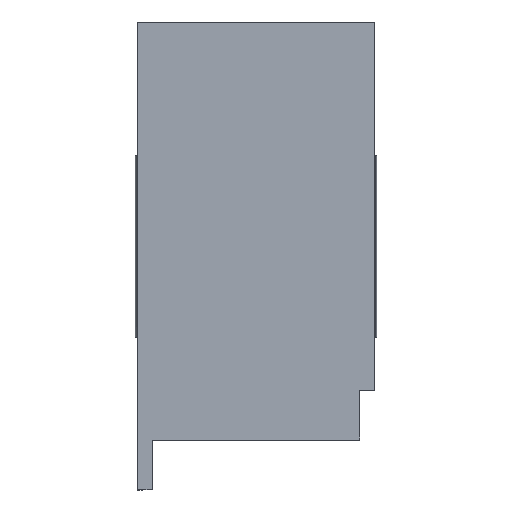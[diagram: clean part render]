
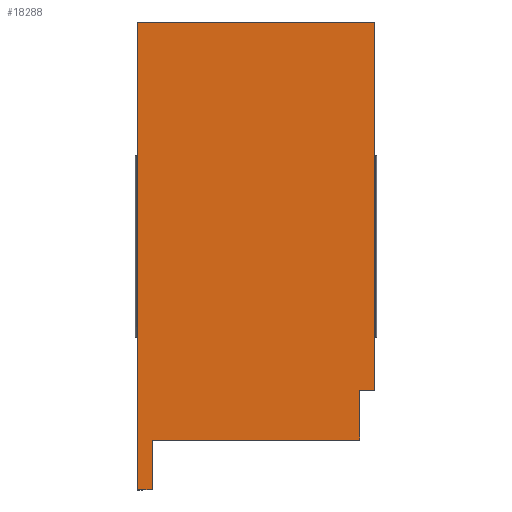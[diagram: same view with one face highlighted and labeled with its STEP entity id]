
A CAD part, top view. The second image highlights one B-rep face of the part: STEP entity #18288.
In plain terms, the highlighted planar face has unit normal (0, 0, 1).
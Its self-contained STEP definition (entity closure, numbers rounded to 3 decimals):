
#54=FACE_OUTER_BOUND('',#1119,.T.);
#1119=EDGE_LOOP('',(#11997,#11998,#11999,#12000,#12001,#12002,#12003,#12004,
#12005,#12006));
#2159=LINE('',#25211,#4838);
#2170=LINE('',#25285,#4849);
#2225=LINE('',#25485,#4904);
#2280=LINE('',#25597,#4959);
#2281=LINE('',#25599,#4960);
#2282=LINE('',#25600,#4961);
#2283=LINE('',#25602,#4962);
#2284=LINE('',#25603,#4963);
#2285=LINE('',#25605,#4964);
#2286=LINE('',#25606,#4965);
#4838=VECTOR('',#20407,10.);
#4849=VECTOR('',#20426,10.);
#4904=VECTOR('',#20507,10.);
#4959=VECTOR('',#20572,10.);
#4960=VECTOR('',#20573,10.);
#4961=VECTOR('',#20574,10.);
#4962=VECTOR('',#20575,10.);
#4963=VECTOR('',#20576,10.);
#4964=VECTOR('',#20577,10.);
#4965=VECTOR('',#20578,10.);
#7516=VERTEX_POINT('',#25207);
#7518=VERTEX_POINT('',#25210);
#7525=VERTEX_POINT('',#25283);
#7572=VERTEX_POINT('',#25482);
#7573=VERTEX_POINT('',#25484);
#7624=VERTEX_POINT('',#25595);
#7625=VERTEX_POINT('',#25596);
#7626=VERTEX_POINT('',#25598);
#7627=VERTEX_POINT('',#25601);
#7628=VERTEX_POINT('',#25604);
#9141=EDGE_CURVE('',#7518,#7516,#2159,.T.);
#9154=EDGE_CURVE('',#7516,#7525,#2170,.T.);
#9215=EDGE_CURVE('',#7573,#7572,#2225,.T.);
#9270=EDGE_CURVE('',#7624,#7625,#2280,.T.);
#9271=EDGE_CURVE('',#7626,#7624,#2281,.T.);
#9272=EDGE_CURVE('',#7626,#7518,#2282,.T.);
#9273=EDGE_CURVE('',#7525,#7627,#2283,.T.);
#9274=EDGE_CURVE('',#7573,#7627,#2284,.T.);
#9275=EDGE_CURVE('',#7628,#7572,#2285,.T.);
#9276=EDGE_CURVE('',#7628,#7625,#2286,.T.);
#11997=ORIENTED_EDGE('',*,*,#9270,.F.);
#11998=ORIENTED_EDGE('',*,*,#9271,.F.);
#11999=ORIENTED_EDGE('',*,*,#9272,.T.);
#12000=ORIENTED_EDGE('',*,*,#9141,.T.);
#12001=ORIENTED_EDGE('',*,*,#9154,.T.);
#12002=ORIENTED_EDGE('',*,*,#9273,.T.);
#12003=ORIENTED_EDGE('',*,*,#9274,.F.);
#12004=ORIENTED_EDGE('',*,*,#9215,.T.);
#12005=ORIENTED_EDGE('',*,*,#9275,.F.);
#12006=ORIENTED_EDGE('',*,*,#9276,.T.);
#17223=PLANE('',#19363);
#18288=ADVANCED_FACE('',(#54),#17223,.T.);
#19363=AXIS2_PLACEMENT_3D('',#25594,#20570,#20571);
#20407=DIRECTION('',(0.,-1.,0.));
#20426=DIRECTION('',(0.,-1.,0.));
#20507=DIRECTION('',(1.,0.,0.));
#20570=DIRECTION('center_axis',(0.,0.,1.));
#20571=DIRECTION('ref_axis',(-1.,0.,0.));
#20572=DIRECTION('',(0.,-1.,0.));
#20573=DIRECTION('',(1.,0.,0.));
#20574=DIRECTION('',(0.,-1.,0.));
#20575=DIRECTION('',(1.,0.,0.));
#20576=DIRECTION('',(0.,-1.,0.));
#20577=DIRECTION('',(0.,-1.,0.));
#20578=DIRECTION('',(1.,0.,0.));
#25207=CARTESIAN_POINT('',(5.05,41.004,28.037));
#25210=CARTESIAN_POINT('',(5.05,114.004,28.037));
#25211=CARTESIAN_POINT('',(5.05,139.002,28.037));
#25283=CARTESIAN_POINT('',(5.05,-19.998,28.037));
#25285=CARTESIAN_POINT('',(5.05,139.002,28.037));
#25482=CARTESIAN_POINT('',(94.047,0.004,28.037));
#25484=CARTESIAN_POINT('',(11.048,0.004,28.037));
#25485=CARTESIAN_POINT('',(11.048,0.004,28.037));
#25594=CARTESIAN_POINT('Origin',(53.048,110.502,28.037));
#25595=CARTESIAN_POINT('',(100.05,167.502,28.037));
#25596=CARTESIAN_POINT('',(100.05,20.004,28.037));
#25597=CARTESIAN_POINT('',(100.05,139.002,28.037));
#25598=CARTESIAN_POINT('',(5.05,167.502,28.037));
#25599=CARTESIAN_POINT('',(5.05,167.502,28.037));
#25600=CARTESIAN_POINT('',(5.05,139.002,28.037));
#25601=CARTESIAN_POINT('',(11.048,-19.998,28.037));
#25602=CARTESIAN_POINT('',(5.05,-19.998,28.037));
#25603=CARTESIAN_POINT('',(11.048,0.004,28.037));
#25604=CARTESIAN_POINT('',(94.047,20.004,28.037));
#25605=CARTESIAN_POINT('',(94.047,20.002,28.037));
#25606=CARTESIAN_POINT('',(94.047,20.004,28.037));
